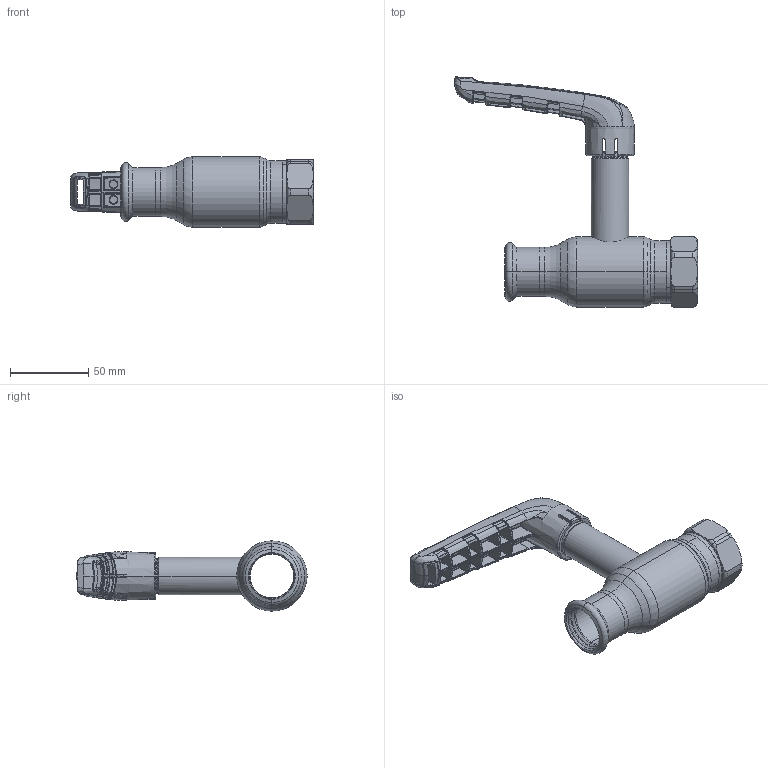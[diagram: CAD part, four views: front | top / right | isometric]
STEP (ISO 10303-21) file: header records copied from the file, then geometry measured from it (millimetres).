
FILE_DESCRIPTION (( 'STEP AP214' ), '1' );
FILE_NAME ('XPR11001 DN25 G1 x 28.step', '2018-09-14T10:35:49', ( '' ), ( '' ), 'SwSTEP 2.0', 'SolidWorks 2017', '' );
FILE_SCHEMA (( 'AUTOMOTIVE_DESIGN' ));
Length unit declared in the file: millimetre
Products named in the file (1): XPR11001 DN25 G1 x 28
Bounding box: 155.57 x 147.31 x 45 mm (x, y, z)
Surface area: 43471.6 mm2 (no closed solid volume)
Topology: 0 solids, 8 shells, 745 faces, 2473 edges, 1621 vertices
Faces by surface type: bspline 586, plane 57, cylinder 35, torus 32, cone 29, sphere 6
Entity records: 59183 total; most frequent: CARTESIAN_POINT 35263, ORIENTED_EDGE 4005, EDGE_CURVE 2465, B_SPLINE_CURVE_WITH_KNOTS 1727, DIRECTION 1638, VERTEX_POINT 1619, EDGE_LOOP 766, UNCERTAINTY_MEASURE_WITH_UNIT 747
